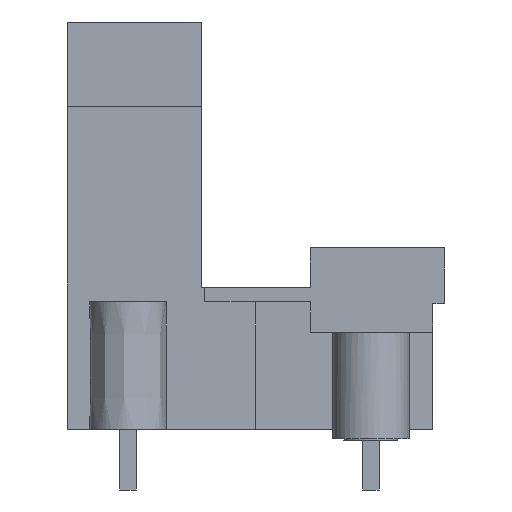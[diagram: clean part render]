
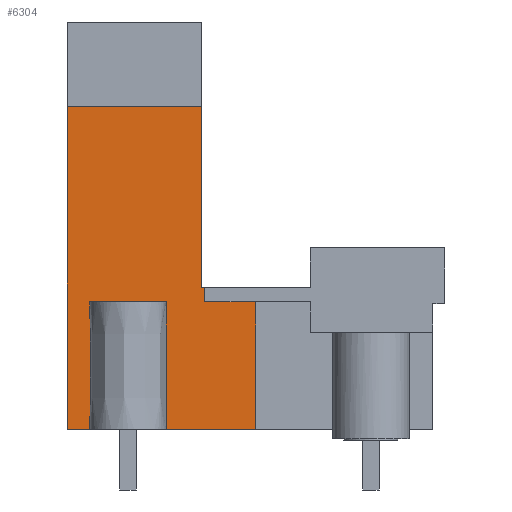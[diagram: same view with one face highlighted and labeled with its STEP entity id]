
A CAD part, left-side view. The second image highlights one B-rep face of the part: STEP entity #6304.
In plain terms, the highlighted planar face has unit normal (-1, 0, 0).
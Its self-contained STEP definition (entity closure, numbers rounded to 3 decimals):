
#6229=AXIS2_PLACEMENT_3D('Plane Axis2P3D',#6226,#6227,#6228) ;
#3489=CARTESIAN_POINT('Vertex',(3.84,23.67,3.8)) ;
#3492=CARTESIAN_POINT('Line Origine',(3.84,23.67,13.93)) ;
#3496=CARTESIAN_POINT('Vertex',(3.84,23.67,24.06)) ;
#3793=CARTESIAN_POINT('Vertex',(3.84,15.24,24.06)) ;
#3796=CARTESIAN_POINT('Line Origine',(3.84,15.24,18.38)) ;
#3800=CARTESIAN_POINT('Vertex',(3.84,15.24,12.7)) ;
#4369=CARTESIAN_POINT('Vertex',(3.84,21.887,3.8)) ;
#4372=CARTESIAN_POINT('Line Origine',(3.84,22.779,3.8)) ;
#4586=CARTESIAN_POINT('Vertex',(3.84,11.84,3.8)) ;
#4589=CARTESIAN_POINT('Line Origine',(3.84,13.165,3.8)) ;
#4593=CARTESIAN_POINT('Vertex',(3.84,14.49,3.8)) ;
#4596=CARTESIAN_POINT('Line Origine',(3.84,16.171,3.8)) ;
#4600=CARTESIAN_POINT('Vertex',(3.84,17.853,3.8)) ;
#6226=CARTESIAN_POINT('Axis2P3D Location',(3.84,23.67,3.2)) ;
#6231=CARTESIAN_POINT('Line Origine',(3.84,20.055,24.06)) ;
#6235=CARTESIAN_POINT('Vertex',(3.84,16.44,24.06)) ;
#6238=CARTESIAN_POINT('Line Origine',(3.84,21.887,7.8)) ;
#6242=CARTESIAN_POINT('Vertex',(3.84,21.887,11.8)) ;
#6245=CARTESIAN_POINT('Line Origine',(3.84,19.87,11.8)) ;
#6249=CARTESIAN_POINT('Vertex',(3.84,17.853,11.8)) ;
#6252=CARTESIAN_POINT('Line Origine',(3.84,17.853,7.8)) ;
#6257=CARTESIAN_POINT('Line Origine',(3.84,11.84,7.8)) ;
#6261=CARTESIAN_POINT('Vertex',(3.84,11.84,11.8)) ;
#6264=CARTESIAN_POINT('Line Origine',(3.84,13.44,11.8)) ;
#6268=CARTESIAN_POINT('Vertex',(3.84,15.04,11.8)) ;
#6271=CARTESIAN_POINT('Line Origine',(3.84,15.04,12.25)) ;
#6275=CARTESIAN_POINT('Vertex',(3.84,15.04,12.7)) ;
#6278=CARTESIAN_POINT('Line Origine',(3.84,15.14,12.7)) ;
#6283=CARTESIAN_POINT('Line Origine',(3.84,15.84,24.06)) ;
#3493=DIRECTION('Vector Direction',(0.,0.,1.)) ;
#3797=DIRECTION('Vector Direction',(0.,0.,1.)) ;
#4373=DIRECTION('Vector Direction',(0.,1.,0.)) ;
#4590=DIRECTION('Vector Direction',(0.,-1.,0.)) ;
#4597=DIRECTION('Vector Direction',(0.,1.,0.)) ;
#6227=DIRECTION('Axis2P3D Direction',(-1.,0.,0.)) ;
#6228=DIRECTION('Axis2P3D XDirection',(0.,-1.,0.)) ;
#6232=DIRECTION('Vector Direction',(0.,1.,0.)) ;
#6239=DIRECTION('Vector Direction',(0.,0.,1.)) ;
#6246=DIRECTION('Vector Direction',(0.,1.,0.)) ;
#6253=DIRECTION('Vector Direction',(0.,0.,1.)) ;
#6258=DIRECTION('Vector Direction',(0.,0.,1.)) ;
#6265=DIRECTION('Vector Direction',(0.,1.,0.)) ;
#6272=DIRECTION('Vector Direction',(0.,0.,-1.)) ;
#6279=DIRECTION('Vector Direction',(0.,-1.,0.)) ;
#6284=DIRECTION('Vector Direction',(0.,-1.,0.)) ;
#3494=VECTOR('Line Direction',#3493,1.) ;
#3798=VECTOR('Line Direction',#3797,1.) ;
#4374=VECTOR('Line Direction',#4373,1.) ;
#4591=VECTOR('Line Direction',#4590,1.) ;
#4598=VECTOR('Line Direction',#4597,1.) ;
#6233=VECTOR('Line Direction',#6232,1.) ;
#6240=VECTOR('Line Direction',#6239,1.) ;
#6247=VECTOR('Line Direction',#6246,1.) ;
#6254=VECTOR('Line Direction',#6253,1.) ;
#6259=VECTOR('Line Direction',#6258,1.) ;
#6266=VECTOR('Line Direction',#6265,1.) ;
#6273=VECTOR('Line Direction',#6272,1.) ;
#6280=VECTOR('Line Direction',#6279,1.) ;
#6285=VECTOR('Line Direction',#6284,1.) ;
#6289=ORIENTED_EDGE('',*,*,#6237,.T.) ;
#6290=ORIENTED_EDGE('',*,*,#3498,.T.) ;
#6291=ORIENTED_EDGE('',*,*,#4376,.F.) ;
#6292=ORIENTED_EDGE('',*,*,#6244,.T.) ;
#6293=ORIENTED_EDGE('',*,*,#6251,.F.) ;
#6294=ORIENTED_EDGE('',*,*,#6256,.F.) ;
#6295=ORIENTED_EDGE('',*,*,#4602,.F.) ;
#6296=ORIENTED_EDGE('',*,*,#4595,.T.) ;
#6297=ORIENTED_EDGE('',*,*,#6263,.T.) ;
#6298=ORIENTED_EDGE('',*,*,#6270,.T.) ;
#6299=ORIENTED_EDGE('',*,*,#6277,.F.) ;
#6300=ORIENTED_EDGE('',*,*,#6282,.F.) ;
#6301=ORIENTED_EDGE('',*,*,#3802,.T.) ;
#6302=ORIENTED_EDGE('',*,*,#6287,.T.) ;
#6304=ADVANCED_FACE('HOUSING',(#6303),#6230,.T.) ;
#3498=EDGE_CURVE('',#3497,#3490,#3495,.F.) ;
#3802=EDGE_CURVE('',#3801,#3794,#3799,.T.) ;
#4376=EDGE_CURVE('',#4370,#3490,#4375,.T.) ;
#4595=EDGE_CURVE('',#4594,#4587,#4592,.T.) ;
#4602=EDGE_CURVE('',#4594,#4601,#4599,.T.) ;
#6237=EDGE_CURVE('',#6236,#3497,#6234,.T.) ;
#6244=EDGE_CURVE('',#4370,#6243,#6241,.T.) ;
#6251=EDGE_CURVE('',#6250,#6243,#6248,.T.) ;
#6256=EDGE_CURVE('',#4601,#6250,#6255,.T.) ;
#6263=EDGE_CURVE('',#4587,#6262,#6260,.T.) ;
#6270=EDGE_CURVE('',#6262,#6269,#6267,.T.) ;
#6277=EDGE_CURVE('',#6276,#6269,#6274,.T.) ;
#6282=EDGE_CURVE('',#3801,#6276,#6281,.T.) ;
#6287=EDGE_CURVE('',#3794,#6236,#6286,.F.) ;
#6288=EDGE_LOOP('',(#6289,#6290,#6291,#6292,#6293,#6294,#6295,#6296,#6297,#6298,#6299,#6300,#6301,#6302)) ;
#6303=FACE_OUTER_BOUND('',#6288,.T.) ;
#3495=LINE('Line',#3492,#3494) ;
#3799=LINE('Line',#3796,#3798) ;
#4375=LINE('Line',#4372,#4374) ;
#4592=LINE('Line',#4589,#4591) ;
#4599=LINE('Line',#4596,#4598) ;
#6234=LINE('Line',#6231,#6233) ;
#6241=LINE('Line',#6238,#6240) ;
#6248=LINE('Line',#6245,#6247) ;
#6255=LINE('Line',#6252,#6254) ;
#6260=LINE('Line',#6257,#6259) ;
#6267=LINE('Line',#6264,#6266) ;
#6274=LINE('Line',#6271,#6273) ;
#6281=LINE('Line',#6278,#6280) ;
#6286=LINE('Line',#6283,#6285) ;
#6230=PLANE('',#6229) ;
#3490=VERTEX_POINT('',#3489) ;
#3497=VERTEX_POINT('',#3496) ;
#3794=VERTEX_POINT('',#3793) ;
#3801=VERTEX_POINT('',#3800) ;
#4370=VERTEX_POINT('',#4369) ;
#4587=VERTEX_POINT('',#4586) ;
#4594=VERTEX_POINT('',#4593) ;
#4601=VERTEX_POINT('',#4600) ;
#6236=VERTEX_POINT('',#6235) ;
#6243=VERTEX_POINT('',#6242) ;
#6250=VERTEX_POINT('',#6249) ;
#6262=VERTEX_POINT('',#6261) ;
#6269=VERTEX_POINT('',#6268) ;
#6276=VERTEX_POINT('',#6275) ;
